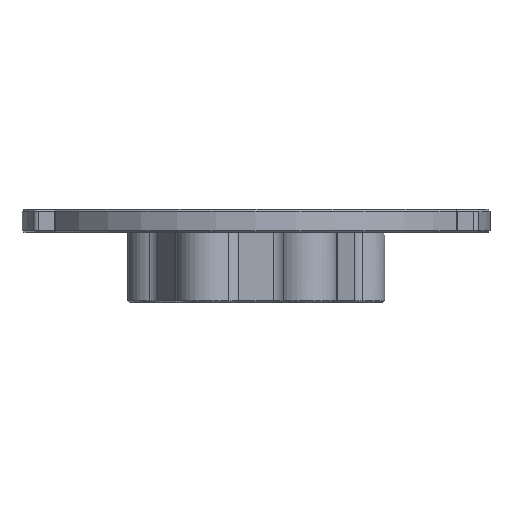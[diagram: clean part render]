
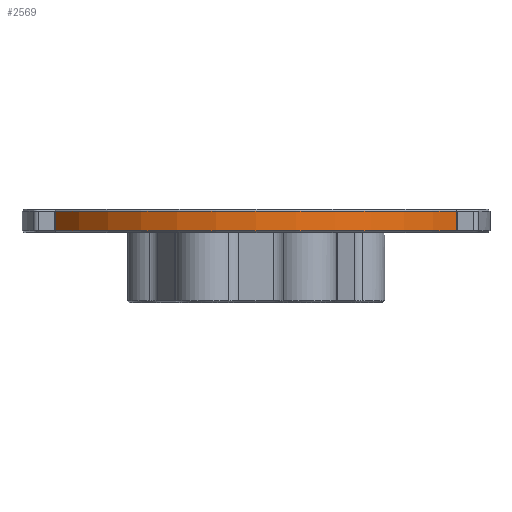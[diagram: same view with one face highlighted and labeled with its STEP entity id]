
A CAD part, front view. The second image highlights one B-rep face of the part: STEP entity #2569.
In plain terms, the highlighted cylindrical face has radius 31.75 mm (diameter 63.5 mm), a partial arc.
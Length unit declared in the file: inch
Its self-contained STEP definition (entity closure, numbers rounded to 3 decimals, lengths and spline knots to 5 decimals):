
#162 = ORIENTED_EDGE ( 'NONE', *, *, #5759, .T. ) ;
#246 = DIRECTION ( 'NONE',  ( 0., 0., -1. ) ) ;
#291 = FACE_OUTER_BOUND ( 'NONE', #2147, .T. ) ;
#552 = VERTEX_POINT ( 'NONE', #1612 ) ;
#966 = VERTEX_POINT ( 'NONE', #7304 ) ;
#1110 = DIRECTION ( 'NONE',  ( 0., 0., -1. ) ) ;
#1213 = ORIENTED_EDGE ( 'NONE', *, *, #4736, .T. ) ;
#1313 = DIRECTION ( 'NONE',  ( 0., 0., 1. ) ) ;
#1382 = AXIS2_PLACEMENT_3D ( 'NONE', #4543, #1110, #3964 ) ;
#1612 = CARTESIAN_POINT ( 'NONE',  ( 1.0705, -0.64538, 0.01 ) ) ;
#2128 = CIRCLE ( 'NONE', #1382, 1.25 ) ;
#2147 = EDGE_LOOP ( 'NONE', ( #1213, #162, #7466, #7042 ) ) ;
#2462 = CARTESIAN_POINT ( 'NONE',  ( 1.0705, -0.64538, 0.125 ) ) ;
#2563 = DIRECTION ( 'NONE',  ( -1., 0., 0. ) ) ;
#2569 = ADVANCED_FACE ( 'NONE', ( #291 ), #4994, .T. ) ;
#2622 = CIRCLE ( 'NONE', #5935, 1.25 ) ;
#2690 = CARTESIAN_POINT ( 'NONE',  ( -1.0705, -0.64538, 0.01 ) ) ;
#2969 = AXIS2_PLACEMENT_3D ( 'NONE', #5525, #246, #2563 ) ;
#2979 = VECTOR ( 'NONE', #4351, 39.37008 ) ;
#3062 = CARTESIAN_POINT ( 'NONE',  ( 1.0705, -0.64538, 0.115 ) ) ;
#3076 = CARTESIAN_POINT ( 'NONE',  ( -1.0705, -0.64538, 0.125 ) ) ;
#3717 = CARTESIAN_POINT ( 'NONE',  ( 0., 0., 0.01 ) ) ;
#3964 = DIRECTION ( 'NONE',  ( 1., 0., 0. ) ) ;
#4351 = DIRECTION ( 'NONE',  ( 0., 0., -1. ) ) ;
#4543 = CARTESIAN_POINT ( 'NONE',  ( 0., 0., 0.115 ) ) ;
#4736 = EDGE_CURVE ( 'NONE', #966, #6454, #5999, .T. ) ;
#4994 = CYLINDRICAL_SURFACE ( 'NONE', #2969, 1.25 ) ;
#5082 = EDGE_CURVE ( 'NONE', #5602, #966, #2128, .T. ) ;
#5486 = DIRECTION ( 'NONE',  ( 1., 0., 0. ) ) ;
#5525 = CARTESIAN_POINT ( 'NONE',  ( 0., 0., 0.125 ) ) ;
#5602 = VERTEX_POINT ( 'NONE', #3062 ) ;
#5759 = EDGE_CURVE ( 'NONE', #6454, #552, #2622, .T. ) ;
#5935 = AXIS2_PLACEMENT_3D ( 'NONE', #3717, #6065, #5486 ) ;
#5999 = LINE ( 'NONE', #3076, #2979 ) ;
#6065 = DIRECTION ( 'NONE',  ( 0., 0., 1. ) ) ;
#6293 = EDGE_CURVE ( 'NONE', #552, #5602, #7116, .T. ) ;
#6454 = VERTEX_POINT ( 'NONE', #2690 ) ;
#6930 = VECTOR ( 'NONE', #1313, 39.37008 ) ;
#7042 = ORIENTED_EDGE ( 'NONE', *, *, #5082, .T. ) ;
#7116 = LINE ( 'NONE', #2462, #6930 ) ;
#7304 = CARTESIAN_POINT ( 'NONE',  ( -1.0705, -0.64538, 0.115 ) ) ;
#7466 = ORIENTED_EDGE ( 'NONE', *, *, #6293, .T. ) ;
